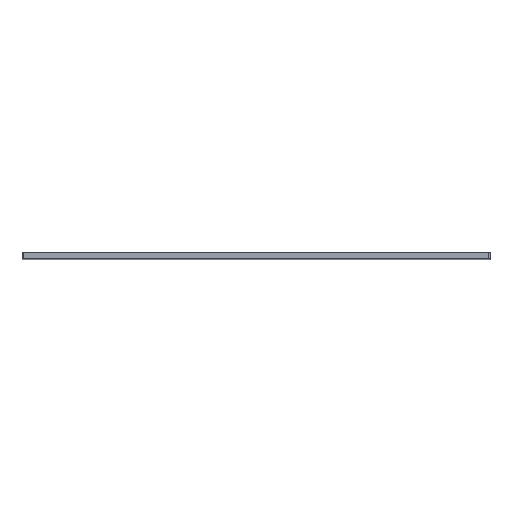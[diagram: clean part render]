
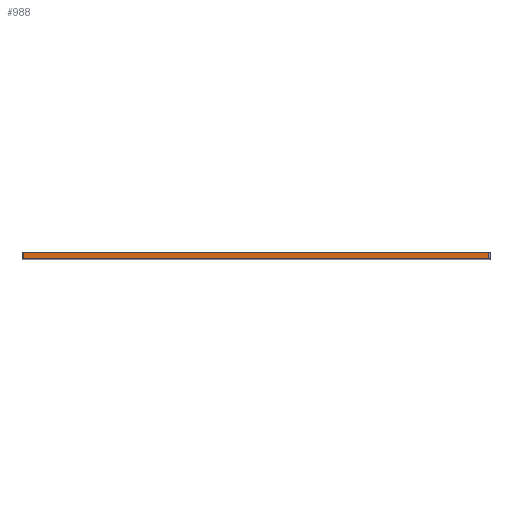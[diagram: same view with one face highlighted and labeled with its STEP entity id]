
A CAD part, top view. The second image highlights one B-rep face of the part: STEP entity #988.
In plain terms, the highlighted planar face has unit normal (0, 0, 1).
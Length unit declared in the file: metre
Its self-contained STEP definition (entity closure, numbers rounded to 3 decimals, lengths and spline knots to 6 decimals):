
#188=ORIENTED_EDGE('',*,*,#420,.T.);
#189=ORIENTED_EDGE('',*,*,#421,.T.);
#190=ORIENTED_EDGE('',*,*,#422,.F.);
#191=ORIENTED_EDGE('',*,*,#423,.T.);
#420=EDGE_CURVE('',#536,#537,#606,.T.);
#421=EDGE_CURVE('',#537,#538,#607,.F.);
#422=EDGE_CURVE('',#539,#538,#608,.T.);
#423=EDGE_CURVE('',#539,#536,#609,.T.);
#536=VERTEX_POINT('',#1598);
#537=VERTEX_POINT('',#1599);
#538=VERTEX_POINT('',#1601);
#539=VERTEX_POINT('',#1603);
#606=LINE('',#1597,#638);
#607=LINE('',#1600,#639);
#608=LINE('',#1602,#640);
#609=LINE('',#1604,#641);
#638=VECTOR('',#1293,1.);
#639=VECTOR('',#1294,1.);
#640=VECTOR('',#1295,1.);
#641=VECTOR('',#1296,1.);
#685=EDGE_LOOP('',(#188,#189,#190,#191));
#839=FACE_BOUND('',#685,.T.);
#963=PLANE('',#1083);
#988=ADVANCED_FACE('',(#839),#963,.F.);
#1083=AXIS2_PLACEMENT_3D('',#1596,#1291,#1292);
#1291=DIRECTION('',(0.,0.,-1.));
#1292=DIRECTION('',(-1.,0.,0.));
#1293=DIRECTION('',(-1.,0.,0.));
#1294=DIRECTION('',(0.,1.,0.));
#1295=DIRECTION('',(-1.,0.,0.));
#1296=DIRECTION('',(0.,1.,0.));
#1596=CARTESIAN_POINT('',(0.,-0.00635,0.302));
#1597=CARTESIAN_POINT('',(0.,0.,0.302));
#1598=CARTESIAN_POINT('',(0.22985,0.,0.302));
#1599=CARTESIAN_POINT('',(-0.22985,0.,0.302));
#1600=CARTESIAN_POINT('',(-0.22985,-0.00635,0.302));
#1601=CARTESIAN_POINT('',(-0.22985,-0.00635,0.302));
#1602=CARTESIAN_POINT('',(0.,-0.00635,0.302));
#1603=CARTESIAN_POINT('',(0.22985,-0.00635,0.302));
#1604=CARTESIAN_POINT('',(0.22985,0.,0.302));
